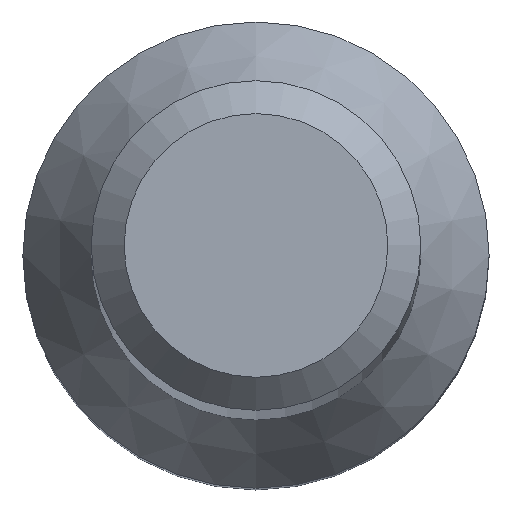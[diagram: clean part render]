
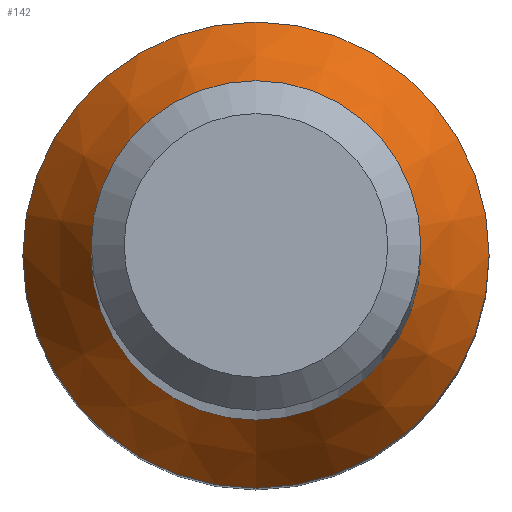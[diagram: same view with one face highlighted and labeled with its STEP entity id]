
A CAD part, top view. The second image highlights one B-rep face of the part: STEP entity #142.
In plain terms, the highlighted conical face has half-angle 30 degrees and reference radius 2.829 mm.
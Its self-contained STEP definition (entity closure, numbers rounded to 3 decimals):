
#4 = CARTESIAN_POINT ( 'NONE',  ( 0., 2., 13.992 ) ) ;
#21 = DIRECTION ( 'NONE',  ( 0., 0., -1. ) ) ;
#27 = AXIS2_PLACEMENT_3D ( 'NONE', #136, #154, #205 ) ;
#29 = ORIENTED_EDGE ( 'NONE', *, *, #57, .T. ) ;
#43 = FACE_BOUND ( 'NONE', #175, .T. ) ;
#50 = ORIENTED_EDGE ( 'NONE', *, *, #123, .F. ) ;
#57 = EDGE_CURVE ( 'NONE', #164, #164, #209, .T. ) ;
#93 = CARTESIAN_POINT ( 'NONE',  ( 0., 0., 13.992 ) ) ;
#98 = CARTESIAN_POINT ( 'NONE',  ( 0., 0., 12.556 ) ) ;
#107 = EDGE_LOOP ( 'NONE', ( #50 ) ) ;
#111 = CIRCLE ( 'NONE', #185, 2.829 ) ;
#114 = AXIS2_PLACEMENT_3D ( 'NONE', #93, #227, #137 ) ;
#117 = FACE_OUTER_BOUND ( 'NONE', #107, .T. ) ;
#123 = EDGE_CURVE ( 'NONE', #150, #150, #111, .T. ) ;
#136 = CARTESIAN_POINT ( 'NONE',  ( 0., 0., 12.556 ) ) ;
#137 = DIRECTION ( 'NONE',  ( 0., 1., 0. ) ) ;
#142 = ADVANCED_FACE ( 'NONE', ( #43, #117 ), #203, .T. ) ;
#150 = VERTEX_POINT ( 'NONE', #223 ) ;
#152 = DIRECTION ( 'NONE',  ( 0., 1., 0. ) ) ;
#154 = DIRECTION ( 'NONE',  ( 0., 0., -1. ) ) ;
#164 = VERTEX_POINT ( 'NONE', #4 ) ;
#175 = EDGE_LOOP ( 'NONE', ( #29 ) ) ;
#185 = AXIS2_PLACEMENT_3D ( 'NONE', #98, #21, #152 ) ;
#203 = CONICAL_SURFACE ( 'NONE', #27, 2.829, 0.524 ) ;
#205 = DIRECTION ( 'NONE',  ( 0., 1., 0. ) ) ;
#209 = CIRCLE ( 'NONE', #114, 2. ) ;
#223 = CARTESIAN_POINT ( 'NONE',  ( 0., 2.829, 12.556 ) ) ;
#227 = DIRECTION ( 'NONE',  ( 0., 0., -1. ) ) ;
